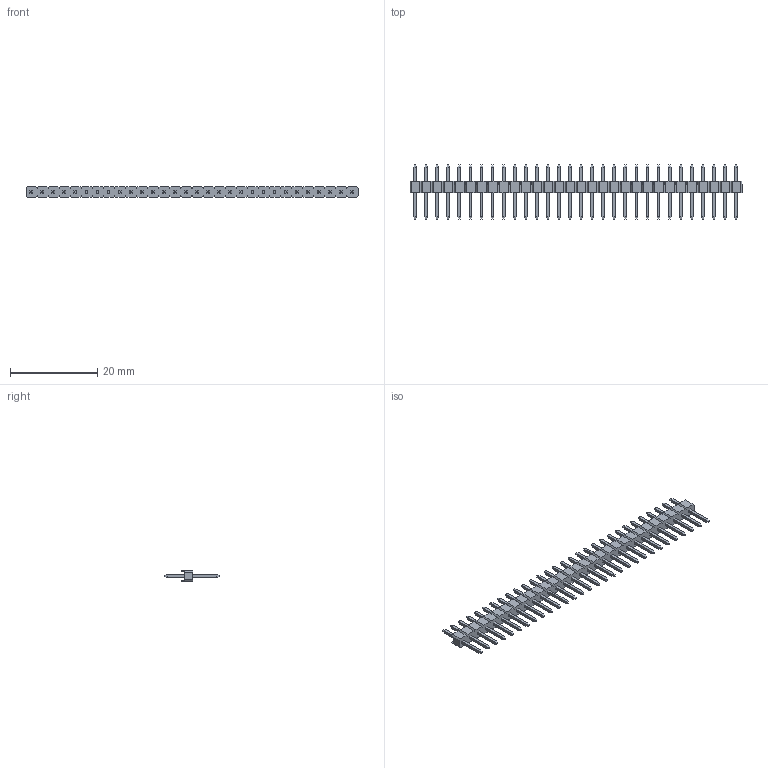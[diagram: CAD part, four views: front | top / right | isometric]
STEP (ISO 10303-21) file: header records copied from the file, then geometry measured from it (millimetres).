
FILE_DESCRIPTION(('STEP AP214'),'1');
FILE_NAME(' ',' ',('TraceParts'),('TraceParts S.A.'),'XStep 1.0',' ',' ');
FILE_SCHEMA(('automotive_design'));
Length unit declared in the file: millimetre
Products named in the file (1): 1
Bounding box: 76.2 x 12.4 x 2.5 mm (x, y, z)
Volume: 490.8 mm3; surface area: 1687.9 mm2
Topology: 1 solids, 1 shells, 900 faces, 2274 edges, 1436 vertices
Faces by surface type: plane 900
Entity records: 51884 total; most frequent: CARTESIAN_POINT 4611, STYLED_ITEM 4610, PRESENTATION_STYLE_ASSIGNMENT 4610, COLOUR_RGB 4610, ORIENTED_EDGE 4548, DIRECTION 4076, EDGE_CURVE 2274, CURVE_STYLE 2274
